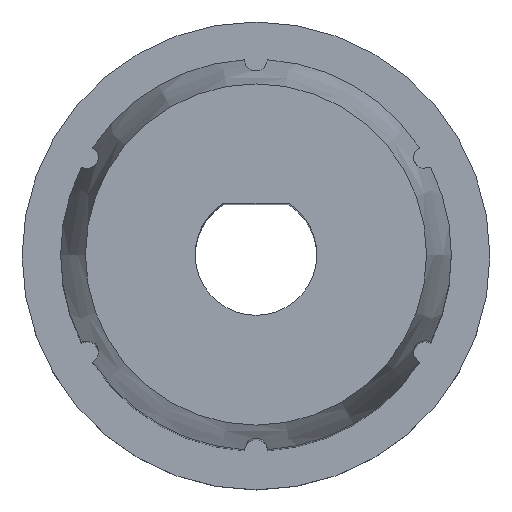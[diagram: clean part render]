
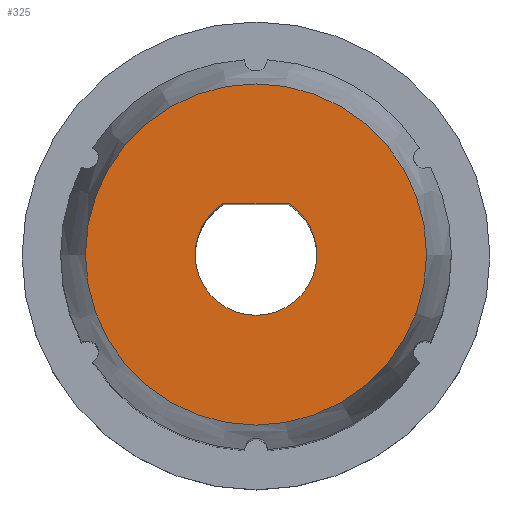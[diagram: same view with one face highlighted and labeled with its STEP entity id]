
A CAD part, top view. The second image highlights one B-rep face of the part: STEP entity #325.
In plain terms, the highlighted planar face has unit normal (0, 0, 1).
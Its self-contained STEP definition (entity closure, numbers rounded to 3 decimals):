
#24=PLANE('',#379);
#44=CIRCLE('',#367,2.6);
#47=CIRCLE('',#380,7.292);
#122=ORIENTED_EDGE('',*,*,#182,.F.);
#123=ORIENTED_EDGE('',*,*,#170,.T.);
#124=ORIENTED_EDGE('',*,*,#173,.T.);
#170=EDGE_CURVE('',#210,#209,#44,.T.);
#173=EDGE_CURVE('',#209,#210,#228,.T.);
#182=EDGE_CURVE('',#213,#213,#47,.T.);
#209=VERTEX_POINT('',#554);
#210=VERTEX_POINT('',#556);
#213=VERTEX_POINT('',#677);
#228=LINE('',#561,#244);
#244=VECTOR('',#459,1000.);
#266=EDGE_LOOP('',(#122));
#267=EDGE_LOOP('',(#123,#124));
#290=FACE_BOUND('',#266,.T.);
#291=FACE_BOUND('',#267,.T.);
#325=ADVANCED_FACE('',(#290,#291),#24,.F.);
#367=AXIS2_PLACEMENT_3D('',#555,#452,#453);
#379=AXIS2_PLACEMENT_3D('',#675,#479,#480);
#380=AXIS2_PLACEMENT_3D('',#676,#481,#482);
#452=DIRECTION('',(0.,0.,-1.));
#453=DIRECTION('',(0.,1.,0.));
#459=DIRECTION('',(1.,0.,0.));
#479=DIRECTION('',(0.,0.,-1.));
#480=DIRECTION('',(-1.,0.,0.));
#481=DIRECTION('',(0.,0.,-1.));
#482=DIRECTION('',(-1.,0.,0.));
#554=CARTESIAN_POINT('',(-1.386,2.2,35.));
#555=CARTESIAN_POINT('',(0.,0.,35.));
#556=CARTESIAN_POINT('',(1.386,2.2,35.));
#561=CARTESIAN_POINT('',(-1.386,2.2,35.));
#675=CARTESIAN_POINT('',(0.,-4.175,35.));
#676=CARTESIAN_POINT('',(0.,0.,35.));
#677=CARTESIAN_POINT('',(-7.292,0.,35.));
